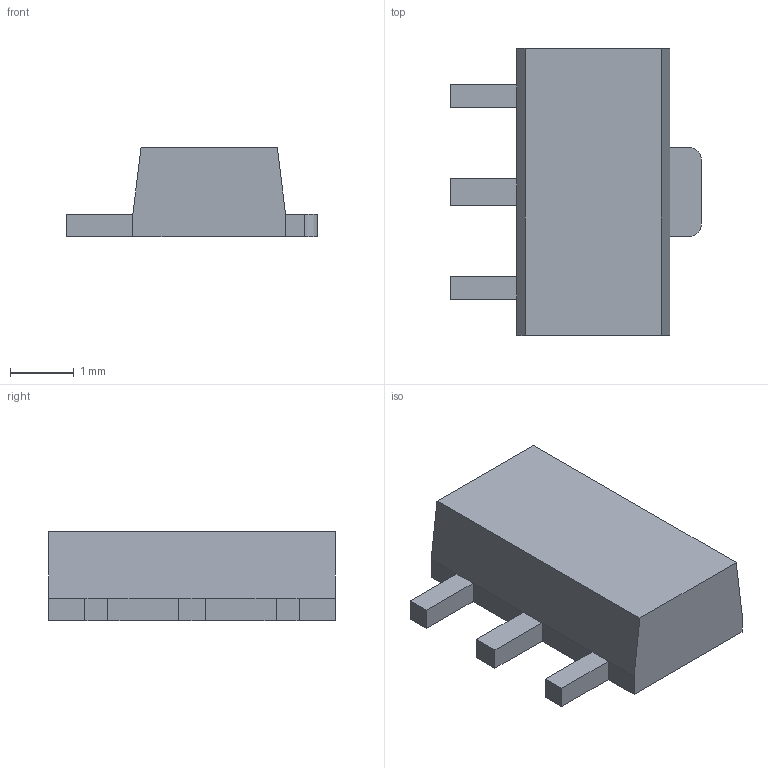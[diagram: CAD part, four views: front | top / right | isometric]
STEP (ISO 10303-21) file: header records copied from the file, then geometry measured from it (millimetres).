
FILE_DESCRIPTION(('FreeCAD Model'),'2;1');
FILE_NAME('SOT-89.step', '2018-01-04T09:35:37',('kicad StepUp'),('ksu MCAD'), 'Open CASCADE STEP processor 6.8','FreeCAD','Unknown');
FILE_SCHEMA(('AUTOMOTIVE_DESIGN_CC2 { 1 2 10303 214 -1 1 5 4 }'));
Length unit declared in the file: millimetre
Products named in the file (1): SOT-89
Bounding box: 3.94 x 4.5 x 1.4 mm (x, y, z)
Volume: 15.1 mm3; surface area: 49.3 mm2
Topology: 1 solids, 1 shells, 45 faces, 115 edges, 72 vertices
Faces by surface type: plane 43, cylinder 2
Entity records: 3327 total; most frequent: CARTESIAN_POINT 667, DIRECTION 431, LINE 329, VECTOR 329, ORIENTED_EDGE 230, PCURVE 230, DEFINITIONAL_REPRESENTATION 230, EDGE_CURVE 115
